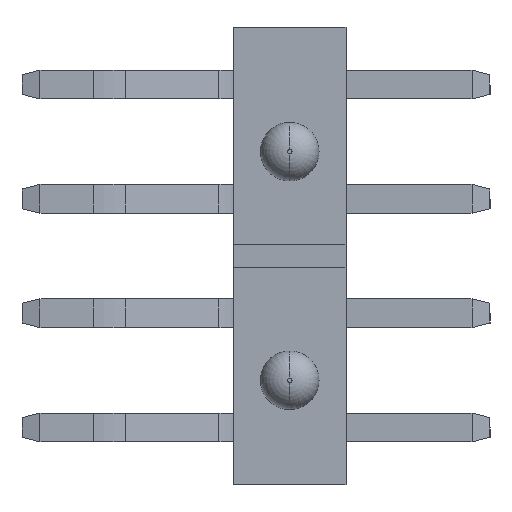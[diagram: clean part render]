
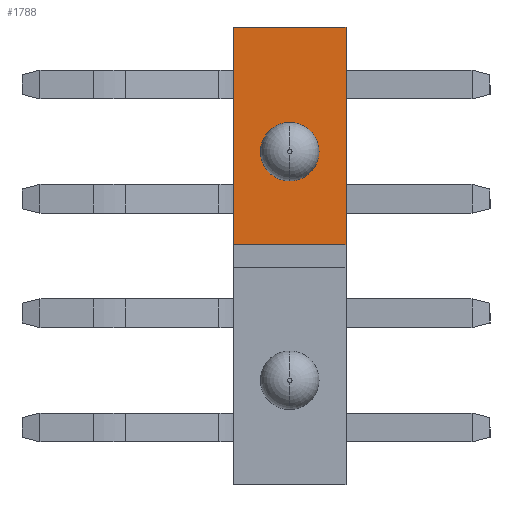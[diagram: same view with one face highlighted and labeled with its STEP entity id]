
A CAD part, front view. The second image highlights one B-rep face of the part: STEP entity #1788.
In plain terms, the highlighted planar face has unit normal (0, -1, 0).
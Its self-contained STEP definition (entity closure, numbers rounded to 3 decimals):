
#324 = CARTESIAN_POINT ( 'NONE',  ( 0.77, -0.5, -10.16 ) ) ;
#328 = CARTESIAN_POINT ( 'NONE',  ( -0.48, -0.5, -2.762 ) ) ;
#330 = CARTESIAN_POINT ( 'NONE',  ( -1.73, -0.5, -10.16 ) ) ;
#331 = DIRECTION ( 'NONE',  ( 0., 0., 1. ) ) ;
#332 = DIRECTION ( 'NONE',  ( 0., 0., 1. ) ) ;
#339 = DIRECTION ( 'NONE',  ( 0., 0., -1. ) ) ;
#341 = DIRECTION ( 'NONE',  ( 0., -1., 0. ) ) ;
#404 = ORIENTED_EDGE ( 'NONE', *, *, #1507, .F. ) ;
#409 = ORIENTED_EDGE ( 'NONE', *, *, #2492, .F. ) ;
#415 = ORIENTED_EDGE ( 'NONE', *, *, #1508, .F. ) ;
#788 = ORIENTED_EDGE ( 'NONE', *, *, #1503, .F. ) ;
#802 = ORIENTED_EDGE ( 'NONE', *, *, #2490, .F. ) ;
#815 = ORIENTED_EDGE ( 'NONE', *, *, #2489, .T. ) ;
#911 = EDGE_LOOP ( 'NONE', ( #788, #815, #404, #802 ) ) ;
#917 = EDGE_LOOP ( 'NONE', ( #409, #415 ) ) ;
#1039 = CARTESIAN_POINT ( 'NONE',  ( 0.77, -0.5, -4.83 ) ) ;
#1043 = DIRECTION ( 'NONE',  ( -1., 0., 0. ) ) ;
#1044 = DIRECTION ( 'NONE',  ( 0., -1., 0. ) ) ;
#1045 = CARTESIAN_POINT ( 'NONE',  ( -0.48, -0.5, -2.762 ) ) ;
#1053 = CARTESIAN_POINT ( 'NONE',  ( -1.73, -0.5, 0. ) ) ;
#1055 = CARTESIAN_POINT ( 'NONE',  ( 0.77, -0.5, -4.83 ) ) ;
#1061 = DIRECTION ( 'NONE',  ( 0., 0., -1. ) ) ;
#1062 = CARTESIAN_POINT ( 'NONE',  ( -1.73, -0.5, -4.83 ) ) ;
#1067 = CARTESIAN_POINT ( 'NONE',  ( -0.48, -0.5, -3.412 ) ) ;
#1080 = CARTESIAN_POINT ( 'NONE',  ( -1.73, -0.5, 0. ) ) ;
#1085 = CARTESIAN_POINT ( 'NONE',  ( -0.48, -0.5, -2.112 ) ) ;
#1089 = CARTESIAN_POINT ( 'NONE',  ( 0.77, -0.5, 0. ) ) ;
#1090 = DIRECTION ( 'NONE',  ( 1., 0., 0. ) ) ;
#1181 = CARTESIAN_POINT ( 'NONE',  ( -1.73, -0.5, -10.16 ) ) ;
#1190 = PLANE ( 'NONE',  #2458 ) ;
#1204 = DIRECTION ( 'NONE',  ( 0., 0., -1. ) ) ;
#1221 = DIRECTION ( 'NONE',  ( 0., -1., 0. ) ) ;
#1503 = EDGE_CURVE ( 'NONE', #1525, #1534, #2138, .T. ) ;
#1507 = EDGE_CURVE ( 'NONE', #1523, #1535, #2129, .T. ) ;
#1508 = EDGE_CURVE ( 'NONE', #1510, #1532, #2156, .T. ) ;
#1510 = VERTEX_POINT ( 'NONE', #1067 ) ;
#1523 = VERTEX_POINT ( 'NONE', #1053 ) ;
#1525 = VERTEX_POINT ( 'NONE', #1055 ) ;
#1532 = VERTEX_POINT ( 'NONE', #1085 ) ;
#1534 = VERTEX_POINT ( 'NONE', #1062 ) ;
#1535 = VERTEX_POINT ( 'NONE', #1089 ) ;
#1788 = ADVANCED_FACE ( 'NONE', ( #2177, #2180 ), #1190, .T. ) ;
#1998 = VECTOR ( 'NONE', #332, 1000. ) ;
#2002 = LINE ( 'NONE', #324, #2003 ) ;
#2003 = VECTOR ( 'NONE', #331, 1000. ) ;
#2005 = LINE ( 'NONE', #330, #1998 ) ;
#2017 = CIRCLE ( 'NONE', #2304, 0.65 ) ;
#2129 = LINE ( 'NONE', #1080, #2142 ) ;
#2138 = LINE ( 'NONE', #1039, #2141 ) ;
#2141 = VECTOR ( 'NONE', #1043, 1000. ) ;
#2142 = VECTOR ( 'NONE', #1090, 1000. ) ;
#2156 = CIRCLE ( 'NONE', #2467, 0.65 ) ;
#2177 = FACE_OUTER_BOUND ( 'NONE', #911, .T. ) ;
#2180 = FACE_BOUND ( 'NONE', #917, .T. ) ;
#2304 = AXIS2_PLACEMENT_3D ( 'NONE', #328, #341, #339 ) ;
#2458 = AXIS2_PLACEMENT_3D ( 'NONE', #1181, #1221, #1204 ) ;
#2467 = AXIS2_PLACEMENT_3D ( 'NONE', #1045, #1044, #1061 ) ;
#2489 = EDGE_CURVE ( 'NONE', #1525, #1535, #2002, .T. ) ;
#2490 = EDGE_CURVE ( 'NONE', #1534, #1523, #2005, .T. ) ;
#2492 = EDGE_CURVE ( 'NONE', #1532, #1510, #2017, .T. ) ;
